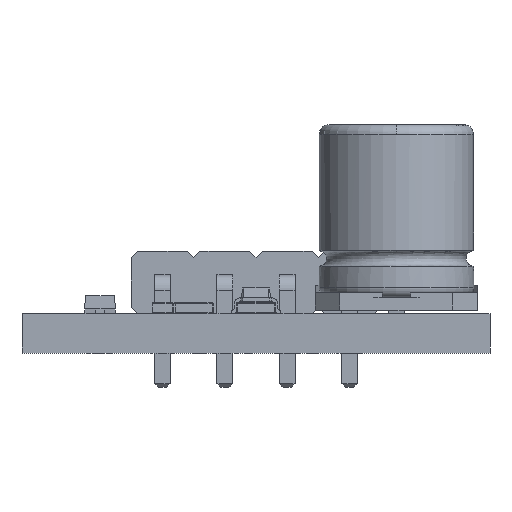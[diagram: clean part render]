
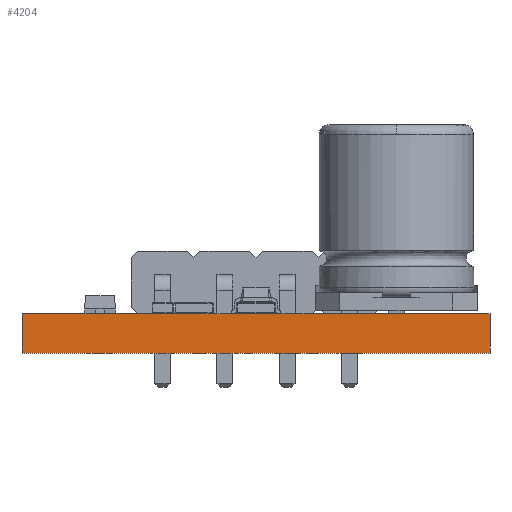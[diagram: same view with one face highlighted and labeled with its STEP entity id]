
A CAD part, front view. The second image highlights one B-rep face of the part: STEP entity #4204.
In plain terms, the highlighted planar face has unit normal (0, -1, 0).
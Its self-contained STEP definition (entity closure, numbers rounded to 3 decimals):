
#2511 = VERTEX_POINT('',#2512);
#2512 = CARTESIAN_POINT('',(-11.975,-17.07,0.));
#2657 = VERTEX_POINT('',#2658);
#2658 = CARTESIAN_POINT('',(7.075,-17.07,0.));
#2664 = EDGE_CURVE('',#2657,#2511,#2665,.T.);
#2665 = LINE('',#2666,#2667);
#2666 = CARTESIAN_POINT('',(7.075,-17.07,0.));
#2667 = VECTOR('',#2668,1.);
#2668 = DIRECTION('',(-1.,0.,0.));
#4177 = EDGE_CURVE('',#2511,#4178,#4180,.T.);
#4178 = VERTEX_POINT('',#4179);
#4179 = CARTESIAN_POINT('',(-11.975,-17.07,-1.6));
#4180 = LINE('',#4181,#4182);
#4181 = CARTESIAN_POINT('',(-11.975,-17.07,0.));
#4182 = VECTOR('',#4183,1.);
#4183 = DIRECTION('',(0.,0.,-1.));
#4204 = ADVANCED_FACE('',(#4205),#4223,.F.);
#4205 = FACE_BOUND('',#4206,.F.);
#4206 = EDGE_LOOP('',(#4207,#4215,#4221,#4222));
#4207 = ORIENTED_EDGE('',*,*,#4208,.T.);
#4208 = EDGE_CURVE('',#2657,#4209,#4211,.T.);
#4209 = VERTEX_POINT('',#4210);
#4210 = CARTESIAN_POINT('',(7.075,-17.07,-1.6));
#4211 = LINE('',#4212,#4213);
#4212 = CARTESIAN_POINT('',(7.075,-17.07,0.));
#4213 = VECTOR('',#4214,1.);
#4214 = DIRECTION('',(0.,0.,-1.));
#4215 = ORIENTED_EDGE('',*,*,#4216,.T.);
#4216 = EDGE_CURVE('',#4209,#4178,#4217,.T.);
#4217 = LINE('',#4218,#4219);
#4218 = CARTESIAN_POINT('',(7.075,-17.07,-1.6));
#4219 = VECTOR('',#4220,1.);
#4220 = DIRECTION('',(-1.,0.,0.));
#4221 = ORIENTED_EDGE('',*,*,#4177,.F.);
#4222 = ORIENTED_EDGE('',*,*,#2664,.F.);
#4223 = PLANE('',#4224);
#4224 = AXIS2_PLACEMENT_3D('',#4225,#4226,#4227);
#4225 = CARTESIAN_POINT('',(7.075,-17.07,0.));
#4226 = DIRECTION('',(0.,1.,0.));
#4227 = DIRECTION('',(-1.,0.,0.));
